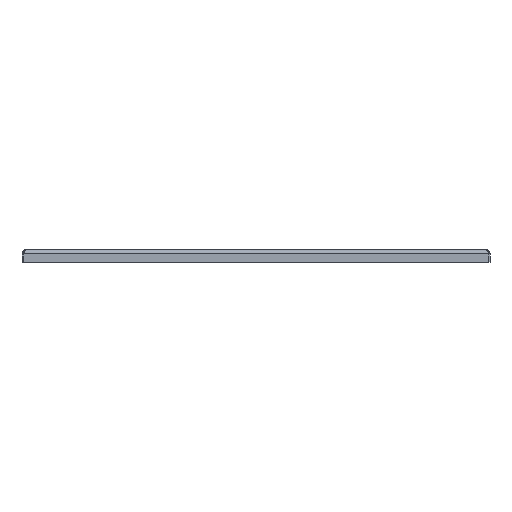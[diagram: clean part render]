
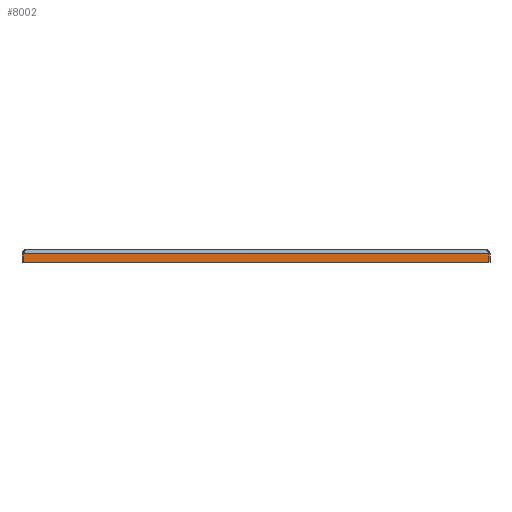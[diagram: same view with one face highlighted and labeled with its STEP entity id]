
A CAD part, front view. The second image highlights one B-rep face of the part: STEP entity #8002.
In plain terms, the highlighted planar face has unit normal (0, -1, 0).
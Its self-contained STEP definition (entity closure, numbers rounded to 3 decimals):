
#7975=AXIS2_PLACEMENT_3D('Plane Axis2P3D',#7972,#7973,#7974) ;
#7393=CARTESIAN_POINT('Vertex',(0.,0.,8.)) ;
#7396=CARTESIAN_POINT('Line Origine',(-223.528,0.,8.)) ;
#7400=CARTESIAN_POINT('Vertex',(447.,0.,8.)) ;
#7972=CARTESIAN_POINT('Axis2P3D Location',(223.5,0.,12.)) ;
#7977=CARTESIAN_POINT('Line Origine',(223.5,0.,0.)) ;
#7981=CARTESIAN_POINT('Vertex',(0.,0.,0.)) ;
#7983=CARTESIAN_POINT('Vertex',(447.,0.,0.)) ;
#7986=CARTESIAN_POINT('Line Origine',(447.,0.,4.)) ;
#7991=CARTESIAN_POINT('Line Origine',(0.,0.,4.)) ;
#7397=DIRECTION('Vector Direction',(1.,0.,0.)) ;
#7973=DIRECTION('Axis2P3D Direction',(0.,1.,0.)) ;
#7974=DIRECTION('Axis2P3D XDirection',(0.,0.,1.)) ;
#7978=DIRECTION('Vector Direction',(1.,0.,0.)) ;
#7987=DIRECTION('Vector Direction',(0.,0.,-1.)) ;
#7992=DIRECTION('Vector Direction',(0.,0.,-1.)) ;
#7398=VECTOR('Line Direction',#7397,1.) ;
#7979=VECTOR('Line Direction',#7978,1.) ;
#7988=VECTOR('Line Direction',#7987,1.) ;
#7993=VECTOR('Line Direction',#7992,1.) ;
#7997=ORIENTED_EDGE('',*,*,#7985,.T.) ;
#7998=ORIENTED_EDGE('',*,*,#7990,.F.) ;
#7999=ORIENTED_EDGE('',*,*,#7402,.F.) ;
#8000=ORIENTED_EDGE('',*,*,#7995,.T.) ;
#8002=ADVANCED_FACE('Schnitt-Linear austragen7',(#8001),#7976,.F.) ;
#7402=EDGE_CURVE('',#7394,#7401,#7399,.T.) ;
#7985=EDGE_CURVE('',#7982,#7984,#7980,.T.) ;
#7990=EDGE_CURVE('',#7401,#7984,#7989,.T.) ;
#7995=EDGE_CURVE('',#7394,#7982,#7994,.T.) ;
#7996=EDGE_LOOP('',(#7997,#7998,#7999,#8000)) ;
#8001=FACE_OUTER_BOUND('',#7996,.T.) ;
#7399=LINE('Line',#7396,#7398) ;
#7980=LINE('Line',#7977,#7979) ;
#7989=LINE('Line',#7986,#7988) ;
#7994=LINE('Line',#7991,#7993) ;
#7976=PLANE('',#7975) ;
#7394=VERTEX_POINT('',#7393) ;
#7401=VERTEX_POINT('',#7400) ;
#7982=VERTEX_POINT('',#7981) ;
#7984=VERTEX_POINT('',#7983) ;
